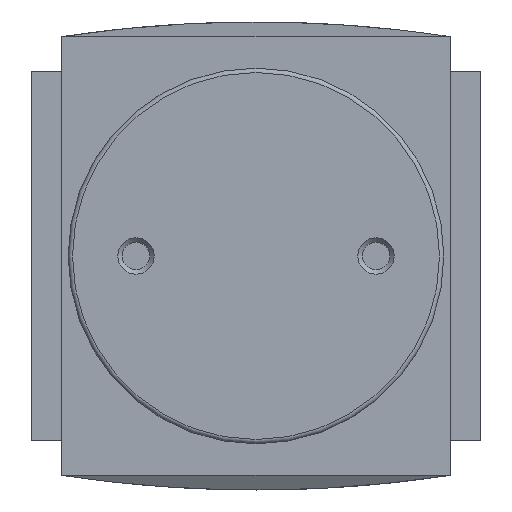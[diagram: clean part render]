
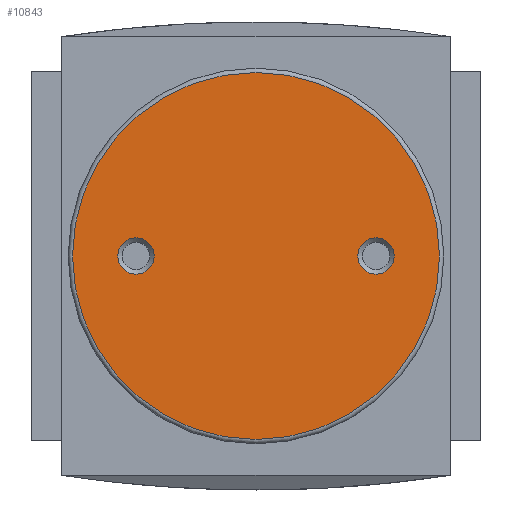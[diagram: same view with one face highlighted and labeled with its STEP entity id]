
A CAD part, front view. The second image highlights one B-rep face of the part: STEP entity #10843.
In plain terms, the highlighted planar face has unit normal (0, -1, 0).
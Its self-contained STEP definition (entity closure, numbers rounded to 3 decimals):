
#228=PLANE('',#11406);
#479=CIRCLE('',#11405,21.25);
#480=CIRCLE('',#11407,2.1);
#481=CIRCLE('',#11408,2.1);
#1830=ORIENTED_EDGE('',*,*,#3570,.F.);
#1831=ORIENTED_EDGE('',*,*,#3569,.T.);
#1832=ORIENTED_EDGE('',*,*,#3571,.F.);
#3569=EDGE_CURVE('',#4535,#4535,#479,.T.);
#3570=EDGE_CURVE('',#4536,#4536,#480,.F.);
#3571=EDGE_CURVE('',#4537,#4537,#481,.T.);
#4535=VERTEX_POINT('',#15478);
#4536=VERTEX_POINT('',#15481);
#4537=VERTEX_POINT('',#15483);
#6664=EDGE_LOOP('',(#1830));
#6665=EDGE_LOOP('',(#1831));
#6666=EDGE_LOOP('',(#1832));
#7170=FACE_BOUND('',#6664,.T.);
#7171=FACE_BOUND('',#6665,.T.);
#7172=FACE_BOUND('',#6666,.T.);
#10843=ADVANCED_FACE('',(#7170,#7171,#7172),#228,.F.);
#11405=AXIS2_PLACEMENT_3D('',#15477,#12997,#12998);
#11406=AXIS2_PLACEMENT_3D('',#15479,#12999,#13000);
#11407=AXIS2_PLACEMENT_3D('',#15480,#13001,#13002);
#11408=AXIS2_PLACEMENT_3D('',#15482,#13003,#13004);
#12997=DIRECTION('',(0.,-1.,0.));
#12998=DIRECTION('',(0.,0.,-1.));
#12999=DIRECTION('',(0.,1.,0.));
#13000=DIRECTION('',(0.,0.,1.));
#13001=DIRECTION('',(0.,1.,0.));
#13002=DIRECTION('',(0.,0.,1.));
#13003=DIRECTION('',(0.,-1.,0.));
#13004=DIRECTION('',(0.,0.,-1.));
#15477=CARTESIAN_POINT('',(0.,-33.,0.));
#15478=CARTESIAN_POINT('',(0.,-33.,-21.25));
#15479=CARTESIAN_POINT('',(21.25,-33.,0.));
#15480=CARTESIAN_POINT('',(13.9,-33.,0.));
#15481=CARTESIAN_POINT('',(13.9,-33.,2.1));
#15482=CARTESIAN_POINT('',(-13.9,-33.,0.));
#15483=CARTESIAN_POINT('',(-13.9,-33.,-2.1));
